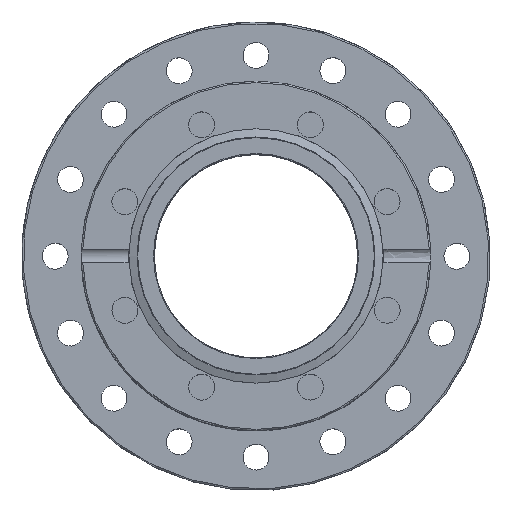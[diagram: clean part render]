
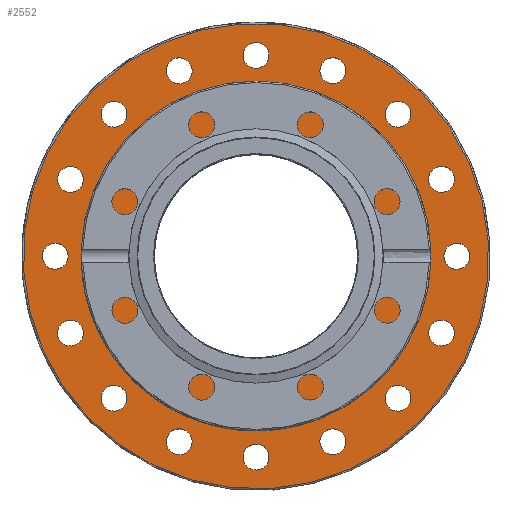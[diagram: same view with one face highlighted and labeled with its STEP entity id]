
A CAD part, top view. The second image highlights one B-rep face of the part: STEP entity #2552.
In plain terms, the highlighted face is planar.
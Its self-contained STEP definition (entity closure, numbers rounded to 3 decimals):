
#1224=CARTESIAN_POINT('',(29.101,19.445,0.0));
#1225=VERTEX_POINT('',#1224);
#1226=CARTESIAN_POINT('',(0.0,0.0,0.0));
#1227=DIRECTION('',(0.0,0.0,1.));
#1228=DIRECTION('',(0.831,0.556,0.0));
#1229=AXIS2_PLACEMENT_3D('',#1226,#1227,#1228);
#1230=CIRCLE('',#1229,35.0);
#1231=EDGE_CURVE('',#1225,#1225,#1230,.T.);
#1698=CARTESIAN_POINT('',(33.226,57.14,0.0));
#1699=VERTEX_POINT('',#1698);
#1700=CARTESIAN_POINT('',(36.195,54.17,0.0));
#1701=DIRECTION('',(0.0,0.0,1.0));
#1702=DIRECTION('',(0.707,-0.707,0.0));
#1703=AXIS2_PLACEMENT_3D('',#1700,#1701,#1702);
#1704=CIRCLE('',#1703,4.2);
#1705=EDGE_CURVE('',#1699,#1699,#1704,.T.);
#1739=CARTESIAN_POINT('',(52.563,40.076,0.0));
#1740=VERTEX_POINT('',#1739);
#1741=CARTESIAN_POINT('',(54.17,36.195,0.));
#1742=DIRECTION('',(0.0,0.0,1.));
#1743=DIRECTION('',(0.383,-0.924,0.0));
#1744=AXIS2_PLACEMENT_3D('',#1741,#1742,#1743);
#1745=CIRCLE('',#1744,4.2);
#1746=EDGE_CURVE('',#1740,#1740,#1745,.T.);
#1780=CARTESIAN_POINT('',(63.898,16.91,0.0));
#1781=VERTEX_POINT('',#1780);
#1782=CARTESIAN_POINT('',(63.898,12.71,0.0));
#1783=DIRECTION('',(0.0,0.0,1.0));
#1784=DIRECTION('',(0.0,-1.0,0.0));
#1785=AXIS2_PLACEMENT_3D('',#1782,#1783,#1784);
#1786=CIRCLE('',#1785,4.2);
#1787=EDGE_CURVE('',#1781,#1781,#1786,.T.);
#1821=CARTESIAN_POINT('',(65.505,-8.83,0.0));
#1822=VERTEX_POINT('',#1821);
#1823=CARTESIAN_POINT('',(63.898,-12.71,0.0));
#1824=DIRECTION('',(0.0,0.0,1.));
#1825=DIRECTION('',(-0.383,-0.924,0.0));
#1826=AXIS2_PLACEMENT_3D('',#1823,#1824,#1825);
#1827=CIRCLE('',#1826,4.2);
#1828=EDGE_CURVE('',#1822,#1822,#1827,.T.);
#1870=CARTESIAN_POINT('',(57.14,-33.226,0.0));
#1871=VERTEX_POINT('',#1870);
#1872=CARTESIAN_POINT('',(54.17,-36.195,0.));
#1873=DIRECTION('',(0.0,0.0,1.0));
#1874=DIRECTION('',(-0.707,-0.707,0.0));
#1875=AXIS2_PLACEMENT_3D('',#1872,#1873,#1874);
#1876=CIRCLE('',#1875,4.2);
#1877=EDGE_CURVE('',#1871,#1871,#1876,.T.);
#1919=CARTESIAN_POINT('',(40.076,-52.563,0.0));
#1920=VERTEX_POINT('',#1919);
#1921=CARTESIAN_POINT('',(36.195,-54.17,0.0));
#1922=DIRECTION('',(0.0,0.0,1.));
#1923=DIRECTION('',(-0.924,-0.383,0.0));
#1924=AXIS2_PLACEMENT_3D('',#1921,#1922,#1923);
#1925=CIRCLE('',#1924,4.2);
#1926=EDGE_CURVE('',#1920,#1920,#1925,.T.);
#1968=CARTESIAN_POINT('',(16.91,-63.898,0.0));
#1969=VERTEX_POINT('',#1968);
#1970=CARTESIAN_POINT('',(12.71,-63.898,0.0));
#1971=DIRECTION('',(0.0,0.0,1.0));
#1972=DIRECTION('',(-1.0,0.0,0.0));
#1973=AXIS2_PLACEMENT_3D('',#1970,#1971,#1972);
#1974=CIRCLE('',#1973,4.2);
#1975=EDGE_CURVE('',#1969,#1969,#1974,.T.);
#2017=CARTESIAN_POINT('',(-8.83,-65.505,0.0));
#2018=VERTEX_POINT('',#2017);
#2019=CARTESIAN_POINT('',(-12.71,-63.898,0.0));
#2020=DIRECTION('',(0.0,0.0,1.0));
#2021=DIRECTION('',(-0.924,0.383,0.0));
#2022=AXIS2_PLACEMENT_3D('',#2019,#2020,#2021);
#2023=CIRCLE('',#2022,4.2);
#2024=EDGE_CURVE('',#2018,#2018,#2023,.T.);
#2066=CARTESIAN_POINT('',(-33.226,-57.14,0.0));
#2067=VERTEX_POINT('',#2066);
#2068=CARTESIAN_POINT('',(-36.195,-54.17,0.0));
#2069=DIRECTION('',(0.0,0.0,1.0));
#2070=DIRECTION('',(-0.707,0.707,0.0));
#2071=AXIS2_PLACEMENT_3D('',#2068,#2069,#2070);
#2072=CIRCLE('',#2071,4.2);
#2073=EDGE_CURVE('',#2067,#2067,#2072,.T.);
#2115=CARTESIAN_POINT('',(-52.563,-40.076,0.0));
#2116=VERTEX_POINT('',#2115);
#2117=CARTESIAN_POINT('',(-54.17,-36.195,0.));
#2118=DIRECTION('',(0.0,0.0,1.));
#2119=DIRECTION('',(-0.383,0.924,0.0));
#2120=AXIS2_PLACEMENT_3D('',#2117,#2118,#2119);
#2121=CIRCLE('',#2120,4.2);
#2122=EDGE_CURVE('',#2116,#2116,#2121,.T.);
#2164=CARTESIAN_POINT('',(-63.898,-16.91,0.0));
#2165=VERTEX_POINT('',#2164);
#2166=CARTESIAN_POINT('',(-63.898,-12.71,0.0));
#2167=DIRECTION('',(0.0,0.0,1.0));
#2168=DIRECTION('',(0.0,1.0,0.0));
#2169=AXIS2_PLACEMENT_3D('',#2166,#2167,#2168);
#2170=CIRCLE('',#2169,4.2);
#2171=EDGE_CURVE('',#2165,#2165,#2170,.T.);
#2213=CARTESIAN_POINT('',(-65.505,8.83,0.0));
#2214=VERTEX_POINT('',#2213);
#2215=CARTESIAN_POINT('',(-63.898,12.71,0.0));
#2216=DIRECTION('',(0.0,0.0,1.0));
#2217=DIRECTION('',(0.383,0.924,0.0));
#2218=AXIS2_PLACEMENT_3D('',#2215,#2216,#2217);
#2219=CIRCLE('',#2218,4.2);
#2220=EDGE_CURVE('',#2214,#2214,#2219,.T.);
#2254=CARTESIAN_POINT('',(-57.14,33.226,0.0));
#2255=VERTEX_POINT('',#2254);
#2256=CARTESIAN_POINT('',(-54.17,36.195,0.0));
#2257=DIRECTION('',(0.0,0.0,1.0));
#2258=DIRECTION('',(0.707,0.707,0.0));
#2259=AXIS2_PLACEMENT_3D('',#2256,#2257,#2258);
#2260=CIRCLE('',#2259,4.2);
#2261=EDGE_CURVE('',#2255,#2255,#2260,.T.);
#2295=CARTESIAN_POINT('',(-40.076,52.563,0.0));
#2296=VERTEX_POINT('',#2295);
#2297=CARTESIAN_POINT('',(-36.195,54.17,0.0));
#2298=DIRECTION('',(0.0,0.0,1.));
#2299=DIRECTION('',(0.924,0.383,0.0));
#2300=AXIS2_PLACEMENT_3D('',#2297,#2298,#2299);
#2301=CIRCLE('',#2300,4.2);
#2302=EDGE_CURVE('',#2296,#2296,#2301,.T.);
#2336=CARTESIAN_POINT('',(8.83,65.505,0.0));
#2337=VERTEX_POINT('',#2336);
#2338=CARTESIAN_POINT('',(12.71,63.898,0.0));
#2339=DIRECTION('',(0.0,0.0,1.));
#2340=DIRECTION('',(0.924,-0.383,0.0));
#2341=AXIS2_PLACEMENT_3D('',#2338,#2339,#2340);
#2342=CIRCLE('',#2341,4.2);
#2343=EDGE_CURVE('',#2337,#2337,#2342,.T.);
#2377=CARTESIAN_POINT('',(-16.91,63.898,0.0));
#2378=VERTEX_POINT('',#2377);
#2379=CARTESIAN_POINT('',(-12.71,63.898,0.0));
#2380=DIRECTION('',(0.0,0.0,1.0));
#2381=DIRECTION('',(1.0,0.0,0.0));
#2382=AXIS2_PLACEMENT_3D('',#2379,#2380,#2381);
#2383=CIRCLE('',#2382,4.2);
#2384=EDGE_CURVE('',#2378,#2378,#2383,.T.);
#2460=CARTESIAN_POINT('',(75.5,0.,0.0));
#2461=VERTEX_POINT('',#2460);
#2462=CARTESIAN_POINT('',(0.0,0.0,0.0));
#2463=DIRECTION('',(0.0,0.0,1.0));
#2464=DIRECTION('',(-1.0,0.0,0.0));
#2465=AXIS2_PLACEMENT_3D('',#2462,#2463,#2464);
#2466=CIRCLE('',#2465,75.5);
#2467=EDGE_CURVE('',#2461,#2461,#2466,.T.);
#2493=CARTESIAN_POINT('',(0.0,0.0,0.0));
#2494=DIRECTION('',(0.0,0.0,-1.0));
#2495=DIRECTION('',(-1.0,0.0,0.0));
#2496=AXIS2_PLACEMENT_3D('',#2493,#2494,#2495);
#2497=PLANE('',#2496);
#2498=ORIENTED_EDGE('',*,*,#2467,.F.);
#2499=EDGE_LOOP('',(#2498));
#2500=FACE_OUTER_BOUND('',#2499,.T.);
#2501=ORIENTED_EDGE('',*,*,#1231,.T.);
#2502=EDGE_LOOP('',(#2501));
#2503=FACE_BOUND('',#2502,.T.);
#2504=ORIENTED_EDGE('',*,*,#1705,.T.);
#2505=EDGE_LOOP('',(#2504));
#2506=FACE_BOUND('',#2505,.T.);
#2507=ORIENTED_EDGE('',*,*,#1746,.T.);
#2508=EDGE_LOOP('',(#2507));
#2509=FACE_BOUND('',#2508,.T.);
#2510=ORIENTED_EDGE('',*,*,#1787,.T.);
#2511=EDGE_LOOP('',(#2510));
#2512=FACE_BOUND('',#2511,.T.);
#2513=ORIENTED_EDGE('',*,*,#1828,.T.);
#2514=EDGE_LOOP('',(#2513));
#2515=FACE_BOUND('',#2514,.T.);
#2516=ORIENTED_EDGE('',*,*,#1877,.T.);
#2517=EDGE_LOOP('',(#2516));
#2518=FACE_BOUND('',#2517,.T.);
#2519=ORIENTED_EDGE('',*,*,#1926,.T.);
#2520=EDGE_LOOP('',(#2519));
#2521=FACE_BOUND('',#2520,.T.);
#2522=ORIENTED_EDGE('',*,*,#1975,.T.);
#2523=EDGE_LOOP('',(#2522));
#2524=FACE_BOUND('',#2523,.T.);
#2525=ORIENTED_EDGE('',*,*,#2024,.T.);
#2526=EDGE_LOOP('',(#2525));
#2527=FACE_BOUND('',#2526,.T.);
#2528=ORIENTED_EDGE('',*,*,#2073,.T.);
#2529=EDGE_LOOP('',(#2528));
#2530=FACE_BOUND('',#2529,.T.);
#2531=ORIENTED_EDGE('',*,*,#2122,.T.);
#2532=EDGE_LOOP('',(#2531));
#2533=FACE_BOUND('',#2532,.T.);
#2534=ORIENTED_EDGE('',*,*,#2171,.T.);
#2535=EDGE_LOOP('',(#2534));
#2536=FACE_BOUND('',#2535,.T.);
#2537=ORIENTED_EDGE('',*,*,#2220,.T.);
#2538=EDGE_LOOP('',(#2537));
#2539=FACE_BOUND('',#2538,.T.);
#2540=ORIENTED_EDGE('',*,*,#2261,.T.);
#2541=EDGE_LOOP('',(#2540));
#2542=FACE_BOUND('',#2541,.T.);
#2543=ORIENTED_EDGE('',*,*,#2302,.T.);
#2544=EDGE_LOOP('',(#2543));
#2545=FACE_BOUND('',#2544,.T.);
#2546=ORIENTED_EDGE('',*,*,#2343,.T.);
#2547=EDGE_LOOP('',(#2546));
#2548=FACE_BOUND('',#2547,.T.);
#2549=ORIENTED_EDGE('',*,*,#2384,.T.);
#2550=EDGE_LOOP('',(#2549));
#2551=FACE_BOUND('',#2550,.T.);
#2552=ADVANCED_FACE('',(#2500,#2503,#2506,#2509,#2512,#2515,#2518,#2521,#2524,#2527,#2530,#2533,#2536,#2539,#2542,#2545,#2548,#2551),#2497,.T.);
